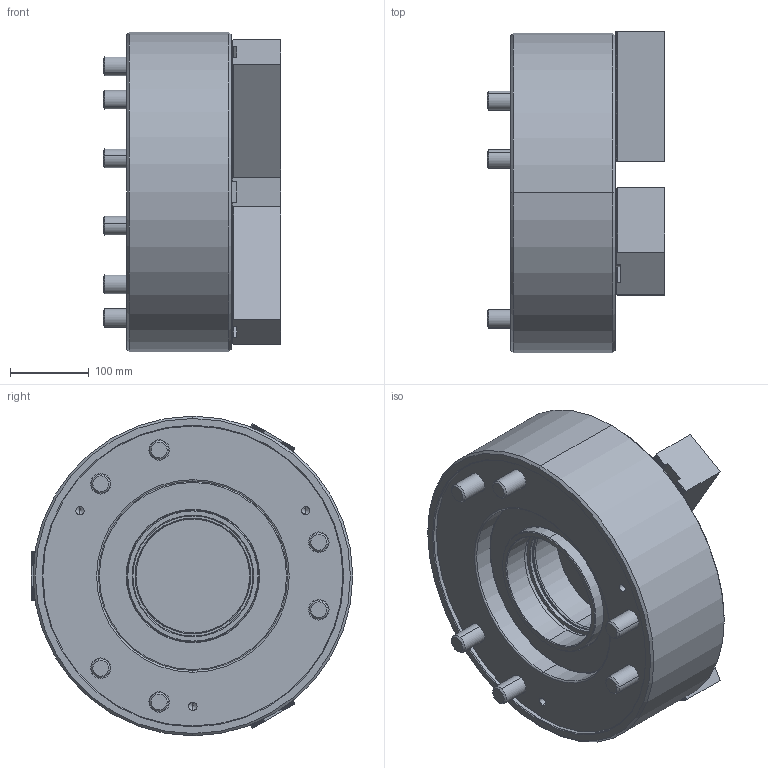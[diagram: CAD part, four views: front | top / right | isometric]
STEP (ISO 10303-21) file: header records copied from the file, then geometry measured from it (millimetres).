
FILE_DESCRIPTION (( 'STEP AP203' ), '1' );
FILE_NAME ('CF-3H-215.STEP', '2020-02-17T04:58:17', ( '' ), ( '' ), 'SwSTEP 2.0', 'SolidWorks 2016', '' );
FILE_SCHEMA (( 'CONFIG_CONTROL_DESIGN' ));
Length unit declared in the file: millimetre
Products named in the file (11): 半圓頭六角孔螺栓_M6x12; 圓頭內六角螺栓_M24x135; 圓頭內六角螺栓_M20x50; CF-3H-215-07000; CF-3H-215-02010; CF-3H-215; CF-3H-215-04000; CF-3H-215-01000; CF-3H-215-06000; SJ-15P; CF-3H-215-04000(T型塊)
Assembly tree (27 placements, depth 2):
  CF-3H-215
    CF-3H-215-01000
    CF-3H-215-02010
    CF-3H-215-04000
    CF-3H-215-06000
    SJ-15P  x3
    CF-3H-215-04000(T型塊)
    半圓頭六角孔螺栓_M6x12  x6
    圓頭內六角螺栓_M24x135  x6
    圓頭內六角螺栓_M20x50  x6
    CF-3H-215-07000
Bounding box: 225.2 x 407.25 x 405 mm (x, y, z)
Volume: 15654827.3 mm3; surface area: 1216917.2 mm2
Topology: 27 solids, 27 shells, 3426 faces, 9665 edges, 6337 vertices
Faces by surface type: plane 2348, cylinder 884, cone 174, torus 20
Entity records: 40446 total; most frequent: CARTESIAN_POINT 8224, ORIENTED_EDGE 6794, DIRECTION 5877, EDGE_CURVE 3397, LINE 2555, VECTOR 2555, VERTEX_POINT 2232, AXIS2_PLACEMENT_3D 1661
